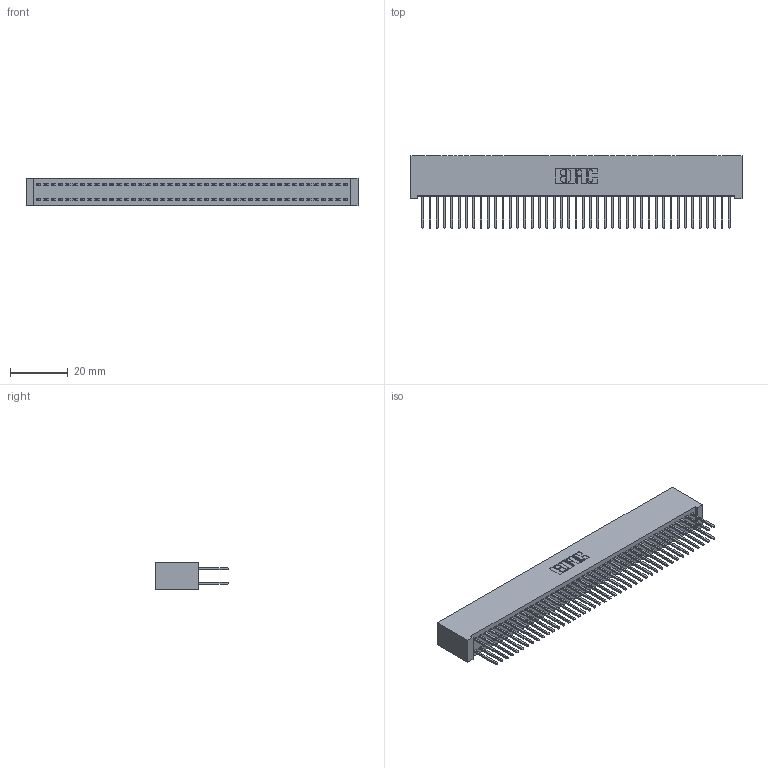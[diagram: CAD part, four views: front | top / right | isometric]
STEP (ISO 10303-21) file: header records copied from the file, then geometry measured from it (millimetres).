
FILE_DESCRIPTION (( 'STEP AP203' ), '1' );
FILE_NAME ('342-086-523-201.STEP', '2018-08-13T18:54:57', ( '' ), ( '' ), 'SwSTEP 2.0', 'SolidWorks 2016', '' );
FILE_SCHEMA (( 'CONFIG_CONTROL_DESIGN' ));
Length unit declared in the file: inch
Products named in the file (3): 342 Part_Lugless; 345-292-001_345-293-123; 342-086-523-201
Assembly tree (87 placements, depth 2):
  342-086-523-201
    342 Part_Lugless
    345-292-001_345-293-123  x86
Bounding box: 115.47 x 25.15 x 9.4 mm (x, y, z)
Volume: 10995.4 mm3; surface area: 19118.4 mm2
Topology: 87 solids, 87 shells, 4574 faces, 13605 edges, 8954 vertices
Faces by surface type: plane 3158, cylinder 1416
Entity records: 27143 total; most frequent: CARTESIAN_POINT 4494, ORIENTED_EDGE 4430, DIRECTION 3831, EDGE_CURVE 2215, VECTOR 2095, LINE 2095, VERTEX_POINT 1474, AXIS2_PLACEMENT_3D 868
